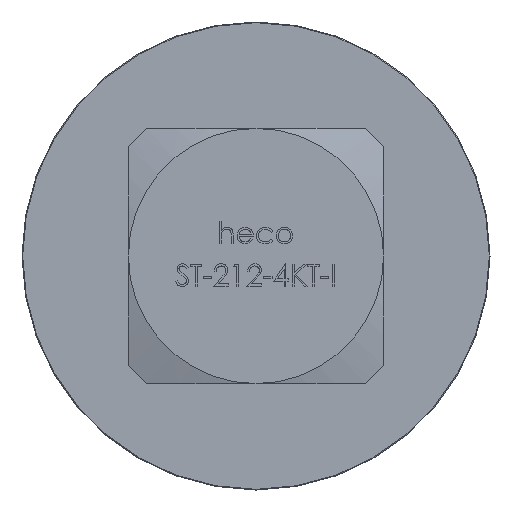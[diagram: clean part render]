
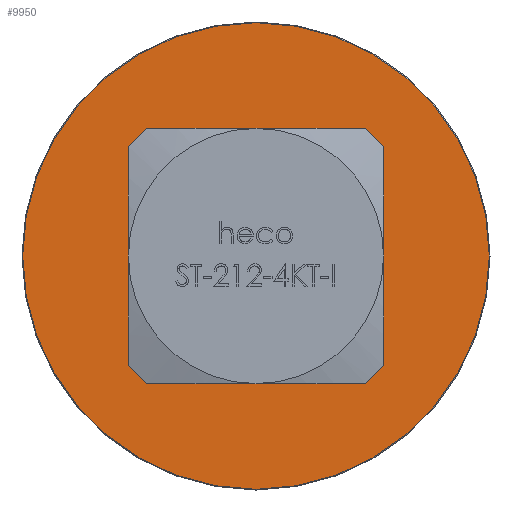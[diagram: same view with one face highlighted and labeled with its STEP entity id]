
A CAD part, front view. The second image highlights one B-rep face of the part: STEP entity #9950.
In plain terms, the highlighted planar face has unit normal (0, -1, 0).
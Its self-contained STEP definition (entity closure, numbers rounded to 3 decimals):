
#45 = VERTEX_POINT ( 'NONE', #840 ) ;
#840 = CARTESIAN_POINT ( 'NONE',  ( 37.478, 16., 0. ) ) ;
#1807 = DIRECTION ( 'NONE',  ( 0., 0., -1. ) ) ;
#1836 = CARTESIAN_POINT ( 'NONE',  ( 20.5, 16., -20.5 ) ) ;
#1861 = CARTESIAN_POINT ( 'NONE',  ( 20.5, 16., 20.5 ) ) ;
#2017 = DIRECTION ( 'NONE',  ( 1., 0., 0. ) ) ;
#2158 = EDGE_CURVE ( 'NONE', #45, #45, #11499, .T. ) ;
#2294 = ORIENTED_EDGE ( 'NONE', *, *, #2158, .T. ) ;
#2302 = ORIENTED_EDGE ( 'NONE', *, *, #5948, .T. ) ;
#2305 = ORIENTED_EDGE ( 'NONE', *, *, #6005, .F. ) ;
#2412 = ORIENTED_EDGE ( 'NONE', *, *, #5783, .T. ) ;
#2853 = ORIENTED_EDGE ( 'NONE', *, *, #5790, .F. ) ;
#2855 = ORIENTED_EDGE ( 'NONE', *, *, #5771, .T. ) ;
#2895 = ORIENTED_EDGE ( 'NONE', *, *, #5941, .T. ) ;
#3072 = ORIENTED_EDGE ( 'NONE', *, *, #6135, .F. ) ;
#3090 = ORIENTED_EDGE ( 'NONE', *, *, #5747, .F. ) ;
#3243 = CARTESIAN_POINT ( 'NONE',  ( -20.5, 16., 17.571 ) ) ;
#3246 = CARTESIAN_POINT ( 'NONE',  ( 20.5, 16., 17.571 ) ) ;
#3252 = CARTESIAN_POINT ( 'NONE',  ( -20.5, 16., -17.571 ) ) ;
#3262 = CARTESIAN_POINT ( 'NONE',  ( 17.571, 16., 20.5 ) ) ;
#3280 = CARTESIAN_POINT ( 'NONE',  ( -17.571, 16., -20.5 ) ) ;
#3396 = CARTESIAN_POINT ( 'NONE',  ( 20.5, 16., -17.571 ) ) ;
#3403 = CARTESIAN_POINT ( 'NONE',  ( 17.571, 16., -20.5 ) ) ;
#3415 = CARTESIAN_POINT ( 'NONE',  ( -17.571, 16., 20.5 ) ) ;
#3573 = FACE_OUTER_BOUND ( 'NONE', #9913, .T. ) ;
#3575 = FACE_BOUND ( 'NONE', #9115, .T. ) ;
#3666 = DIRECTION ( 'NONE',  ( 1., 0., 0. ) ) ;
#3667 = DIRECTION ( 'NONE',  ( 0., -1., 0. ) ) ;
#3668 = CARTESIAN_POINT ( 'NONE',  ( 0., 16., 0. ) ) ;
#5678 = CIRCLE ( 'NONE', #10149, 27. ) ;
#5747 = EDGE_CURVE ( 'NONE', #9787, #9789, #7237, .T. ) ;
#5771 = EDGE_CURVE ( 'NONE', #9807, #9811, #6599, .T. ) ;
#5783 = EDGE_CURVE ( 'NONE', #9787, #9768, #6593, .T. ) ;
#5790 = EDGE_CURVE ( 'NONE', #9802, #9811, #6588, .T. ) ;
#5941 = EDGE_CURVE ( 'NONE', #9802, #9761, #8040, .T. ) ;
#5948 = EDGE_CURVE ( 'NONE', #9809, #9789, #8054, .T. ) ;
#6005 = EDGE_CURVE ( 'NONE', #9807, #9768, #8130, .T. ) ;
#6013 = AXIS2_PLACEMENT_3D ( 'NONE', #9329, #9259, #9299 ) ;
#6135 = EDGE_CURVE ( 'NONE', #9809, #9761, #5678, .T. ) ;
#6167 = AXIS2_PLACEMENT_3D ( 'NONE', #3668, #3667, #3666 ) ;
#6327 = DIRECTION ( 'NONE',  ( 1., 0., 0. ) ) ;
#6361 = DIRECTION ( 'NONE',  ( 0., -1., 0. ) ) ;
#6362 = CARTESIAN_POINT ( 'NONE',  ( 0., 16., 0. ) ) ;
#6379 = CARTESIAN_POINT ( 'NONE',  ( -20.5, 16., -20.5 ) ) ;
#6386 = DIRECTION ( 'NONE',  ( -1., 0., 0. ) ) ;
#6588 = CIRCLE ( 'NONE', #9338, 27. ) ;
#6593 = LINE ( 'NONE', #6379, #6610 ) ;
#6599 = LINE ( 'NONE', #8552, #6601 ) ;
#6601 = VECTOR ( 'NONE', #8551, 1000. ) ;
#6610 = VECTOR ( 'NONE', #6386, 1000. ) ;
#7237 = CIRCLE ( 'NONE', #9411, 27. ) ;
#7466 = DIRECTION ( 'NONE',  ( 0., -1., 0. ) ) ;
#7474 = DIRECTION ( 'NONE',  ( 1., 0., 0. ) ) ;
#7487 = CARTESIAN_POINT ( 'NONE',  ( 0., 16., 0. ) ) ;
#8040 = LINE ( 'NONE', #1861, #8041 ) ;
#8041 = VECTOR ( 'NONE', #2017, 1000. ) ;
#8054 = LINE ( 'NONE', #1836, #8055 ) ;
#8055 = VECTOR ( 'NONE', #1807, 1000. ) ;
#8130 = CIRCLE ( 'NONE', #6167, 27. ) ;
#8551 = DIRECTION ( 'NONE',  ( 0., 0., 1. ) ) ;
#8552 = CARTESIAN_POINT ( 'NONE',  ( -20.5, 16., 20.5 ) ) ;
#8769 = CARTESIAN_POINT ( 'NONE',  ( 0., 16., 0. ) ) ;
#8771 = DIRECTION ( 'NONE',  ( 0., -1., 0. ) ) ;
#8773 = DIRECTION ( 'NONE',  ( 1., 0., 0. ) ) ;
#9115 = EDGE_LOOP ( 'NONE', ( #2302, #3090, #2412, #2305, #2855, #2853, #2895, #3072 ) ) ;
#9259 = DIRECTION ( 'NONE',  ( 0., -1., 0. ) ) ;
#9299 = DIRECTION ( 'NONE',  ( 1., 0., 0. ) ) ;
#9329 = CARTESIAN_POINT ( 'NONE',  ( 0., 16., 0. ) ) ;
#9338 = AXIS2_PLACEMENT_3D ( 'NONE', #6362, #6361, #6327 ) ;
#9411 = AXIS2_PLACEMENT_3D ( 'NONE', #8769, #8771, #8773 ) ;
#9761 = VERTEX_POINT ( 'NONE', #3262 ) ;
#9768 = VERTEX_POINT ( 'NONE', #3280 ) ;
#9787 = VERTEX_POINT ( 'NONE', #3403 ) ;
#9789 = VERTEX_POINT ( 'NONE', #3396 ) ;
#9802 = VERTEX_POINT ( 'NONE', #3415 ) ;
#9807 = VERTEX_POINT ( 'NONE', #3252 ) ;
#9809 = VERTEX_POINT ( 'NONE', #3246 ) ;
#9811 = VERTEX_POINT ( 'NONE', #3243 ) ;
#9913 = EDGE_LOOP ( 'NONE', ( #2294 ) ) ;
#9950 = ADVANCED_FACE ( 'NONE', ( #3573, #3575 ), #10895, .F. ) ;
#10149 = AXIS2_PLACEMENT_3D ( 'NONE', #7487, #7466, #7474 ) ;
#10179 = AXIS2_PLACEMENT_3D ( 'NONE', #10896, #10897, #10898 ) ;
#10895 = PLANE ( 'NONE',  #10179 ) ;
#10896 = CARTESIAN_POINT ( 'NONE',  ( 0., 16., 0. ) ) ;
#10897 = DIRECTION ( 'NONE',  ( 0., 1., 0. ) ) ;
#10898 = DIRECTION ( 'NONE',  ( 0., 0., 1. ) ) ;
#11499 = CIRCLE ( 'NONE', #6013, 37.478 ) ;
